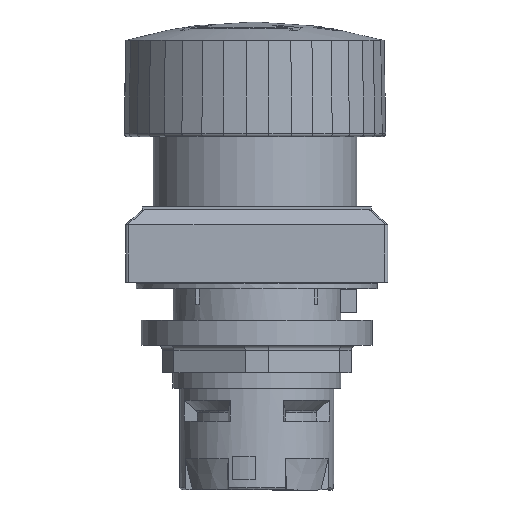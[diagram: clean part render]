
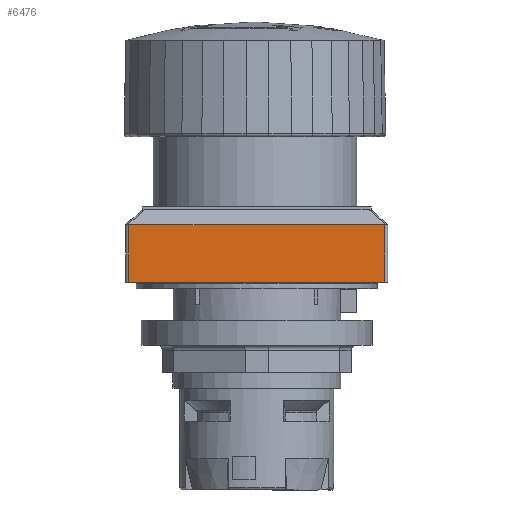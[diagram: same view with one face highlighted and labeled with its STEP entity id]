
A CAD part, front view. The second image highlights one B-rep face of the part: STEP entity #6476.
In plain terms, the highlighted planar face has unit normal (0, -1, 0).
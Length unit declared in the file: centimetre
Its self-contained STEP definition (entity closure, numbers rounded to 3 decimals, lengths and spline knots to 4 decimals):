
#255=LINE('',#9452,#863);
#727=LINE('',#11113,#1335);
#728=LINE('',#11115,#1336);
#729=LINE('',#11116,#1337);
#863=VECTOR('',#7304,2.44);
#1335=VECTOR('',#8918,0.55);
#1336=VECTOR('',#8919,2.44);
#1337=VECTOR('',#8920,0.55);
#1812=FACE_OUTER_BOUND('',#2224,.T.);
#2224=EDGE_LOOP('',(#5673,#5674,#5675,#5676));
#2577=VERTEX_POINT('',#9449);
#2578=VERTEX_POINT('',#9451);
#3060=VERTEX_POINT('',#11112);
#3061=VERTEX_POINT('',#11114);
#3184=EDGE_CURVE('',#2578,#2577,#255,.T.);
#3952=EDGE_CURVE('',#3060,#2577,#727,.T.);
#3953=EDGE_CURVE('',#3061,#3060,#728,.T.);
#3954=EDGE_CURVE('',#2578,#3061,#729,.T.);
#5673=ORIENTED_EDGE('',*,*,#3952,.F.);
#5674=ORIENTED_EDGE('',*,*,#3953,.F.);
#5675=ORIENTED_EDGE('',*,*,#3954,.F.);
#5676=ORIENTED_EDGE('',*,*,#3184,.T.);
#6116=PLANE('',#7118);
#6476=ADVANCED_FACE('',(#1812),#6116,.T.);
#7118=AXIS2_PLACEMENT_3D('',#11111,#8916,#8917);
#7304=DIRECTION('',(1.,0.,0.));
#8916=DIRECTION('center_axis',(0.,-1.,0.));
#8917=DIRECTION('ref_axis',(0.,0.,
-1.));
#8918=DIRECTION('',(0.,0.,-1.));
#8919=DIRECTION('',(1.,0.,0.));
#8920=DIRECTION('',(0.,0.,1.));
#9449=CARTESIAN_POINT('',(1.22,-1.25,-0.0806));
#9451=CARTESIAN_POINT('',(-1.22,-1.25,-0.0806));
#9452=CARTESIAN_POINT('',(-1.25,-1.25,-0.0806));
#11111=CARTESIAN_POINT('Origin',(1.25,-1.25,-0.0806));
#11112=CARTESIAN_POINT('',(1.22,-1.25,0.4694));
#11113=CARTESIAN_POINT('',(1.22,-1.25,-0.0806));
#11114=CARTESIAN_POINT('',(-1.22,-1.25,0.4694));
#11115=CARTESIAN_POINT('',(0.625,-1.25,0.4694));
#11116=CARTESIAN_POINT('',(-1.22,-1.25,-0.0806));
